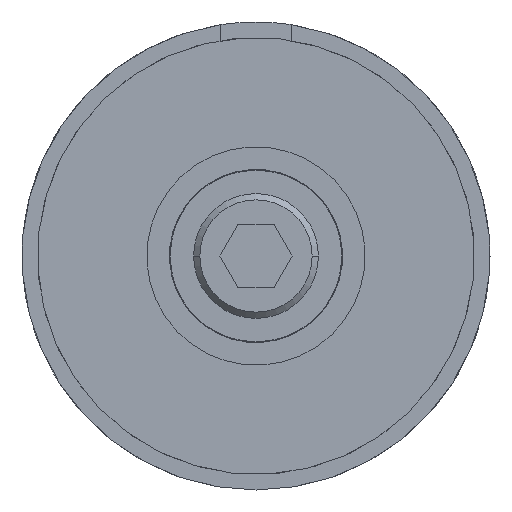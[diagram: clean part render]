
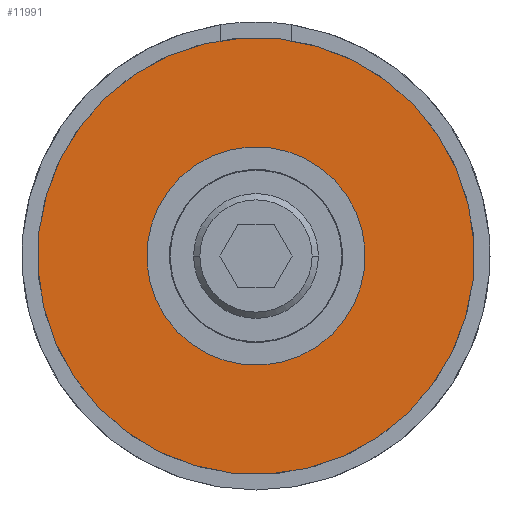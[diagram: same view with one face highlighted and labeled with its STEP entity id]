
A CAD part, front view. The second image highlights one B-rep face of the part: STEP entity #11991.
In plain terms, the highlighted face is planar.
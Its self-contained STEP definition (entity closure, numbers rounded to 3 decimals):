
#74 = CARTESIAN_POINT ( 'NONE',  ( 0., 2.3, -14. ) ) ;
#563 = DIRECTION ( 'NONE',  ( 0., 0., -1. ) ) ;
#843 = EDGE_LOOP ( 'NONE', ( #2928, #7686 ) ) ;
#1275 = CARTESIAN_POINT ( 'NONE',  ( 0., 2.3, 0. ) ) ;
#1391 = AXIS2_PLACEMENT_3D ( 'NONE', #1275, #3491, #2480 ) ;
#2480 = DIRECTION ( 'NONE',  ( 0., 0., -1. ) ) ;
#2928 = ORIENTED_EDGE ( 'NONE', *, *, #13926, .T. ) ;
#3194 = AXIS2_PLACEMENT_3D ( 'NONE', #10598, #12768, #563 ) ;
#3491 = DIRECTION ( 'NONE',  ( 0., -1., 0. ) ) ;
#3556 = AXIS2_PLACEMENT_3D ( 'NONE', #13071, #5282, #5333 ) ;
#3813 = CARTESIAN_POINT ( 'NONE',  ( 0., 2.3, 0. ) ) ;
#3817 = EDGE_CURVE ( 'NONE', #14253, #6094, #8809, .T. ) ;
#4346 = VERTEX_POINT ( 'NONE', #4919 ) ;
#4551 = CIRCLE ( 'NONE', #4694, 7. ) ;
#4694 = AXIS2_PLACEMENT_3D ( 'NONE', #3813, #10594, #6173 ) ;
#4919 = CARTESIAN_POINT ( 'NONE',  ( 0., 2.3, -7. ) ) ;
#5282 = DIRECTION ( 'NONE',  ( 0., 1., 0. ) ) ;
#5326 = DIRECTION ( 'NONE',  ( 0., -1., 0. ) ) ;
#5333 = DIRECTION ( 'NONE',  ( 0., 0., 1. ) ) ;
#5891 = ORIENTED_EDGE ( 'NONE', *, *, #3817, .F. ) ;
#6094 = VERTEX_POINT ( 'NONE', #74 ) ;
#6173 = DIRECTION ( 'NONE',  ( 0., 0., -1. ) ) ;
#7686 = ORIENTED_EDGE ( 'NONE', *, *, #12343, .T. ) ;
#7782 = EDGE_LOOP ( 'NONE', ( #9769, #5891 ) ) ;
#8621 = AXIS2_PLACEMENT_3D ( 'NONE', #12004, #5326, #8914 ) ;
#8809 = CIRCLE ( 'NONE', #1391, 14. ) ;
#8914 = DIRECTION ( 'NONE',  ( 0., 0., -1. ) ) ;
#9769 = ORIENTED_EDGE ( 'NONE', *, *, #13831, .F. ) ;
#10332 = FACE_BOUND ( 'NONE', #843, .T. ) ;
#10594 = DIRECTION ( 'NONE',  ( 0., -1., 0. ) ) ;
#10598 = CARTESIAN_POINT ( 'NONE',  ( 0., 2.3, 0. ) ) ;
#11611 = CIRCLE ( 'NONE', #3194, 7. ) ;
#11991 = ADVANCED_FACE ( 'NONE', ( #10332, #13327 ), #12063, .T. ) ;
#12004 = CARTESIAN_POINT ( 'NONE',  ( 0., 2.3, 0. ) ) ;
#12047 = CIRCLE ( 'NONE', #8621, 14. ) ;
#12063 = PLANE ( 'NONE',  #3556 ) ;
#12343 = EDGE_CURVE ( 'NONE', #13469, #4346, #11611, .T. ) ;
#12689 = CARTESIAN_POINT ( 'NONE',  ( 0., 2.3, 14. ) ) ;
#12768 = DIRECTION ( 'NONE',  ( 0., -1., 0. ) ) ;
#13071 = CARTESIAN_POINT ( 'NONE',  ( 14., 2.3, 0. ) ) ;
#13327 = FACE_OUTER_BOUND ( 'NONE', #7782, .T. ) ;
#13405 = CARTESIAN_POINT ( 'NONE',  ( 0., 2.3, 7. ) ) ;
#13469 = VERTEX_POINT ( 'NONE', #13405 ) ;
#13831 = EDGE_CURVE ( 'NONE', #6094, #14253, #12047, .T. ) ;
#13926 = EDGE_CURVE ( 'NONE', #4346, #13469, #4551, .T. ) ;
#14253 = VERTEX_POINT ( 'NONE', #12689 ) ;
